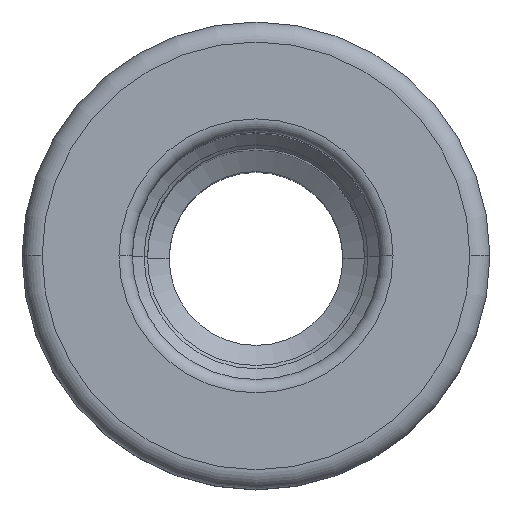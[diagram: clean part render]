
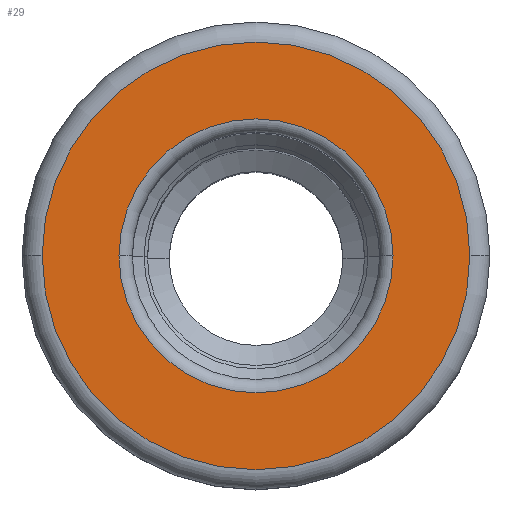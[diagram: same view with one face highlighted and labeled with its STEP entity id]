
A CAD part, top view. The second image highlights one B-rep face of the part: STEP entity #29.
In plain terms, the highlighted planar face has unit normal (0, 0, 1).
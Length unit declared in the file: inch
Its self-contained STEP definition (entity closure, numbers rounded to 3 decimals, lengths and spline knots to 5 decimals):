
#1 = CARTESIAN_POINT ( 'NONE',  ( -0.32, 0., 0. ) ) ;
#29 = ADVANCED_FACE ( 'NONE', ( #679, #1027 ), #257, .F. ) ;
#35 = CIRCLE ( 'NONE', #673, 0.205 ) ;
#69 = DIRECTION ( 'NONE',  ( 0., 0., 1. ) ) ;
#122 = EDGE_CURVE ( 'NONE', #967, #422, #35, .T. ) ;
#127 = CIRCLE ( 'NONE', #770, 0.32 ) ;
#167 = DIRECTION ( 'NONE',  ( -1., 0., 0. ) ) ;
#182 = DIRECTION ( 'NONE',  ( -1., 0., 0. ) ) ;
#183 = EDGE_LOOP ( 'NONE', ( #202, #758 ) ) ;
#192 = ORIENTED_EDGE ( 'NONE', *, *, #356, .T. ) ;
#202 = ORIENTED_EDGE ( 'NONE', *, *, #480, .T. ) ;
#204 = AXIS2_PLACEMENT_3D ( 'NONE', #1096, #327, #667 ) ;
#215 = CIRCLE ( 'NONE', #860, 0.32 ) ;
#257 = PLANE ( 'NONE',  #919 ) ;
#327 = DIRECTION ( 'NONE',  ( 0., 0., -1. ) ) ;
#356 = EDGE_CURVE ( 'NONE', #422, #967, #379, .T. ) ;
#362 = EDGE_LOOP ( 'NONE', ( #192, #994 ) ) ;
#379 = CIRCLE ( 'NONE', #204, 0.205 ) ;
#386 = CARTESIAN_POINT ( 'NONE',  ( 0., 0., 0. ) ) ;
#414 = VERTEX_POINT ( 'NONE', #766 ) ;
#416 = DIRECTION ( 'NONE',  ( -1., 0., 0. ) ) ;
#422 = VERTEX_POINT ( 'NONE', #1029 ) ;
#480 = EDGE_CURVE ( 'NONE', #990, #414, #215, .T. ) ;
#591 = CARTESIAN_POINT ( 'NONE',  ( -0.35, 0., 0. ) ) ;
#667 = DIRECTION ( 'NONE',  ( -1., 0., 0. ) ) ;
#673 = AXIS2_PLACEMENT_3D ( 'NONE', #695, #958, #182 ) ;
#679 = FACE_BOUND ( 'NONE', #362, .T. ) ;
#682 = EDGE_CURVE ( 'NONE', #414, #990, #127, .T. ) ;
#695 = CARTESIAN_POINT ( 'NONE',  ( 0., 0., 0. ) ) ;
#729 = DIRECTION ( 'NONE',  ( 0., 0., 1. ) ) ;
#758 = ORIENTED_EDGE ( 'NONE', *, *, #682, .T. ) ;
#766 = CARTESIAN_POINT ( 'NONE',  ( 0.32, 0., 0. ) ) ;
#770 = AXIS2_PLACEMENT_3D ( 'NONE', #847, #69, #416 ) ;
#847 = CARTESIAN_POINT ( 'NONE',  ( 0., 0., 0. ) ) ;
#860 = AXIS2_PLACEMENT_3D ( 'NONE', #386, #729, #1076 ) ;
#919 = AXIS2_PLACEMENT_3D ( 'NONE', #591, #940, #167 ) ;
#940 = DIRECTION ( 'NONE',  ( 0., 0., -1. ) ) ;
#944 = CARTESIAN_POINT ( 'NONE',  ( 0.205, 0., 0. ) ) ;
#958 = DIRECTION ( 'NONE',  ( 0., 0., -1. ) ) ;
#967 = VERTEX_POINT ( 'NONE', #944 ) ;
#990 = VERTEX_POINT ( 'NONE', #1 ) ;
#994 = ORIENTED_EDGE ( 'NONE', *, *, #122, .T. ) ;
#1027 = FACE_OUTER_BOUND ( 'NONE', #183, .T. ) ;
#1029 = CARTESIAN_POINT ( 'NONE',  ( -0.205, 0., 0. ) ) ;
#1076 = DIRECTION ( 'NONE',  ( -1., 0., 0. ) ) ;
#1096 = CARTESIAN_POINT ( 'NONE',  ( 0., 0., 0. ) ) ;
